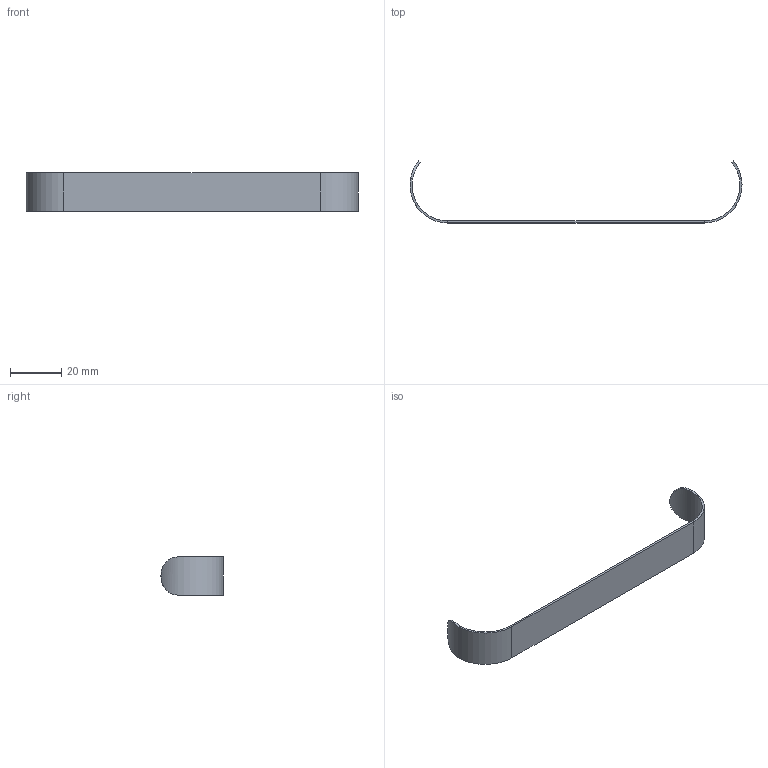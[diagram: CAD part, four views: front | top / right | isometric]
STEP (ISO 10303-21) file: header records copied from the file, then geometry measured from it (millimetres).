
FILE_DESCRIPTION (( 'STEP AP203' ), '1' );
FILE_NAME ('062RBR28E.STEP', '2015-09-11T14:56:14', ( 'Fath' ), ( 'Hewlett-Packard Company' ), 'SwSTEP 2.0', 'SolidWorks 2014', '' );
FILE_SCHEMA (( 'CONFIG_CONTROL_DESIGN' ));
Length unit declared in the file: millimetre
Products named in the file (1): 062RBR28E
Bounding box: 130.09 x 24.31 x 15 mm (x, y, z)
Volume: 1951.5 mm3; surface area: 5158.4 mm2
Topology: 1 solids, 1 shells, 14 faces, 28 edges, 16 vertices
Faces by surface type: plane 8, cylinder 4, bspline 2
Entity records: 887 total; most frequent: CARTESIAN_POINT 535, ORIENTED_EDGE 56, DIRECTION 54, EDGE_CURVE 28, AXIS2_PLACEMENT_3D 21, VERTEX_POINT 16, EDGE_LOOP 14, ADVANCED_FACE 14
